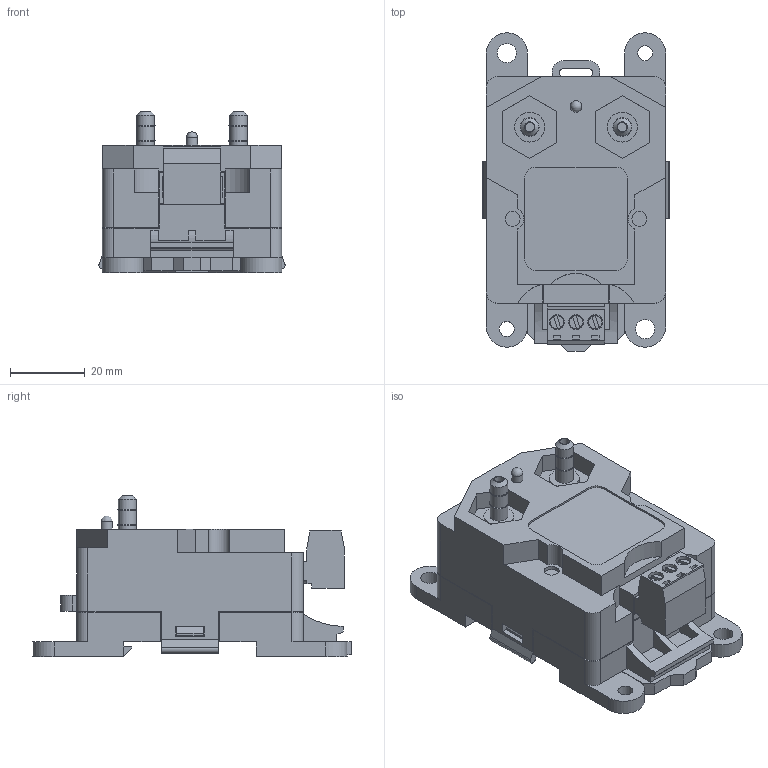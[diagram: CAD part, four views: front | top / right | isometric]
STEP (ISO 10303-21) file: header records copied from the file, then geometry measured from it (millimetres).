
FILE_DESCRIPTION (( 'STEP AP214' ), '1' );
FILE_NAME ('DPTA-20-P25B.STEP', '2012-03-30T15:52:00', ( ' ' ), ( ' ' ), 'SwSTEP 2.0', 'SolidWorks 2011', '' );
FILE_SCHEMA (( 'AUTOMOTIVE_DESIGN' ));
Length unit declared in the file: millimetre
Products named in the file (1): DPTA-20-P25B
Bounding box: 49.76 x 84.99 x 43.1 mm (x, y, z)
Volume: 29683.8 mm3; surface area: 34742.8 mm2
Topology: 11 solids, 11 shells, 448 faces, 1171 edges, 771 vertices
Faces by surface type: plane 354, cylinder 85, cone 8, sphere 1
Full cylindrical faces by diameter (mm): 2.5 x2, 3 x1, 3.1 x1, 3.5 x3, 4 x7, 4.75 x6, 5 x4, 5.125 x2, 8 x2
Entity records: 14231 total; most frequent: CARTESIAN_POINT 2401, ORIENTED_EDGE 2258, DIRECTION 2196, EDGE_CURVE 1129, LINE 944, VECTOR 944, VERTEX_POINT 767, AXIS2_PLACEMENT_3D 626
